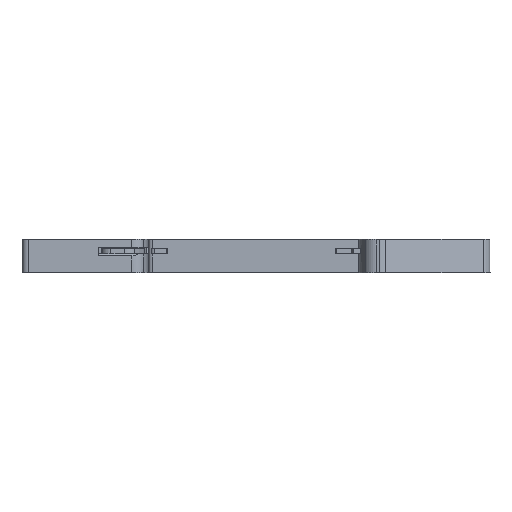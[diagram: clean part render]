
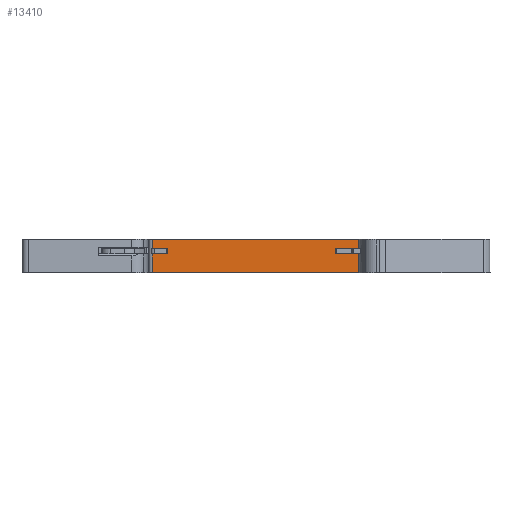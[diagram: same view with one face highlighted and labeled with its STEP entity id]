
A CAD part, front view. The second image highlights one B-rep face of the part: STEP entity #13410.
In plain terms, the highlighted planar face has unit normal (0, -1, 0).
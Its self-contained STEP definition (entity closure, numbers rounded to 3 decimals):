
#12405=CARTESIAN_POINT('',(20.147,-29.4,5.15));
#12406=VERTEX_POINT('',#12405);
#12414=CARTESIAN_POINT('',(53.28,-29.4,5.15));
#12415=VERTEX_POINT('',#12414);
#12416=CARTESIAN_POINT('',(20.147,-29.4,5.15));
#12417=DIRECTION('',(1.,0.,0.));
#12418=VECTOR('',#12417,33.133);
#12419=LINE('',#12416,#12418);
#12420=EDGE_CURVE('',#12406,#12415,#12419,.T.);
#13282=CARTESIAN_POINT('',(36.714,-29.4,2.565));
#13283=DIRECTION('',(0.,0.,-1.));
#13284=DIRECTION('',(0.,-1.,0.));
#13285=AXIS2_PLACEMENT_3D('',#13282,#13284,#13283);
#13286=PLANE('',#13285);
#13287=ORIENTED_EDGE('',*,*,#12420,.F.);
#13288=CARTESIAN_POINT('',(20.147,-29.4,3.7));
#13289=VERTEX_POINT('',#13288);
#13290=CARTESIAN_POINT('',(20.147,-29.4,5.15));
#13291=DIRECTION('',(0.,0.,-1.));
#13292=VECTOR('',#13291,1.45);
#13293=LINE('',#13290,#13292);
#13294=EDGE_CURVE('',#12406,#13289,#13293,.T.);
#13295=ORIENTED_EDGE('E1180',*,*,#13294,.T.);
#13296=CARTESIAN_POINT('',(22.557,-29.4,3.7));
#13297=VERTEX_POINT('',#13296);
#13298=CARTESIAN_POINT('',(20.147,-29.4,3.7));
#13299=DIRECTION('',(1.,0.,0.));
#13300=VECTOR('',#13299,2.409);
#13301=LINE('',#13298,#13300);
#13302=EDGE_CURVE('',#13289,#13297,#13301,.T.);
#13303=ORIENTED_EDGE('E1181',*,*,#13302,.T.);
#13304=CARTESIAN_POINT('',(22.557,-29.4,2.9));
#13305=VERTEX_POINT('',#13304);
#13306=CARTESIAN_POINT('',(22.557,-29.4,3.7));
#13307=DIRECTION('',(0.,0.,-1.));
#13308=VECTOR('',#13307,0.8);
#13309=LINE('',#13306,#13308);
#13310=EDGE_CURVE('',#13297,#13305,#13309,.T.);
#13311=ORIENTED_EDGE('E1182',*,*,#13310,.T.);
#13312=CARTESIAN_POINT('',(20.147,-29.4,2.9));
#13313=VERTEX_POINT('',#13312);
#13314=CARTESIAN_POINT('',(22.557,-29.4,2.9));
#13315=DIRECTION('',(-1.,0.,0.));
#13316=VECTOR('',#13315,2.409);
#13317=LINE('',#13314,#13316);
#13318=EDGE_CURVE('',#13305,#13313,#13317,.T.);
#13319=ORIENTED_EDGE('E1183',*,*,#13318,.T.);
#13320=CARTESIAN_POINT('',(20.147,-29.4,0.005));
#13321=VERTEX_POINT('',#13320);
#13322=CARTESIAN_POINT('',(20.147,-29.4,2.9));
#13323=DIRECTION('',(0.,0.,-1.));
#13324=VECTOR('',#13323,2.89);
#13325=LINE('',#13322,#13324);
#13326=EDGE_CURVE('',#13313,#13321,#13325,.T.);
#13327=ORIENTED_EDGE('E1184',*,*,#13326,.T.);
#13328=CARTESIAN_POINT('',(53.28,-29.4,0.005));
#13329=VERTEX_POINT('',#13328);
#13330=CARTESIAN_POINT('',(20.147,-29.4,0.));
#13331=DIRECTION('',(1.,0.,0.));
#13332=VECTOR('',#13331,33.133);
#13333=LINE('',#13330,#13332);
#13334=EDGE_CURVE('',#13321,#13329,#13333,.T.);
#13335=ORIENTED_EDGE('E1673',*,*,#13334,.T.);
#13336=CARTESIAN_POINT('',(53.28,-29.4,2.9));
#13337=VERTEX_POINT('',#13336);
#13338=CARTESIAN_POINT('',(53.28,-29.4,0.01));
#13339=DIRECTION('',(0.,0.,1.));
#13340=VECTOR('',#13339,2.89);
#13341=LINE('',#13338,#13340);
#13342=EDGE_CURVE('',#13329,#13337,#13341,.T.);
#13343=ORIENTED_EDGE('E1186',*,*,#13342,.T.);
#13344=CARTESIAN_POINT('',(53.107,-29.4,2.9));
#13345=VERTEX_POINT('',#13344);
#13346=CARTESIAN_POINT('',(53.28,-29.4,2.9));
#13347=DIRECTION('',(-1.,0.,0.));
#13348=VECTOR('',#13347,0.173);
#13349=LINE('',#13346,#13348);
#13350=EDGE_CURVE('',#13337,#13345,#13349,.T.);
#13351=ORIENTED_EDGE('E1187',*,*,#13350,.T.);
#13352=CARTESIAN_POINT('',(53.107,-29.4,3.7));
#13353=VERTEX_POINT('',#13352);
#13354=CARTESIAN_POINT('',(53.107,-29.4,2.9));
#13355=DIRECTION('',(0.,0.,1.));
#13356=VECTOR('',#13355,0.8);
#13357=LINE('',#13354,#13356);
#13358=EDGE_CURVE('',#13345,#13353,#13357,.T.);
#13359=ORIENTED_EDGE('E1188',*,*,#13358,.T.);
#13360=CARTESIAN_POINT('',(53.28,-29.4,3.7));
#13361=VERTEX_POINT('',#13360);
#13362=CARTESIAN_POINT('',(53.107,-29.4,3.7));
#13363=DIRECTION('',(1.,0.,0.));
#13364=VECTOR('',#13363,0.173);
#13365=LINE('',#13362,#13364);
#13366=EDGE_CURVE('',#13353,#13361,#13365,.T.);
#13367=ORIENTED_EDGE('E1189',*,*,#13366,.T.);
#13368=CARTESIAN_POINT('',(53.28,-29.4,3.7));
#13369=DIRECTION('',(0.,0.,1.));
#13370=VECTOR('',#13369,1.45);
#13371=LINE('',#13368,#13370);
#13372=EDGE_CURVE('',#13361,#12415,#13371,.T.);
#13373=ORIENTED_EDGE('E1190',*,*,#13372,.T.);
#13374=EDGE_LOOP('',(#13287,#13295,#13303,#13311,#13319,#13327,#13335,#13343,#13351,#13359,#13367,#13373));
#13375=FACE_OUTER_BOUND('',#13374,.T.);
#13376=CARTESIAN_POINT('',(51.524,-29.4,3.7));
#13377=VERTEX_POINT('',#13376);
#13378=CARTESIAN_POINT('',(51.524,-29.4,2.9));
#13379=VERTEX_POINT('',#13378);
#13380=CARTESIAN_POINT('',(51.524,-29.4,3.7));
#13381=DIRECTION('',(0.,0.,-1.));
#13382=VECTOR('',#13381,0.8);
#13383=LINE('',#13380,#13382);
#13384=EDGE_CURVE('',#13377,#13379,#13383,.T.);
#13385=ORIENTED_EDGE('E1191',*,*,#13384,.T.);
#13386=CARTESIAN_POINT('',(48.536,-29.4,2.9));
#13387=VERTEX_POINT('',#13386);
#13388=CARTESIAN_POINT('',(51.524,-29.4,2.9));
#13389=DIRECTION('',(-1.,0.,0.));
#13390=VECTOR('',#13389,2.988);
#13391=LINE('',#13388,#13390);
#13392=EDGE_CURVE('',#13379,#13387,#13391,.T.);
#13393=ORIENTED_EDGE('E1192',*,*,#13392,.T.);
#13394=CARTESIAN_POINT('',(48.536,-29.4,3.7));
#13395=VERTEX_POINT('',#13394);
#13396=CARTESIAN_POINT('',(48.536,-29.4,2.9));
#13397=DIRECTION('',(0.,0.,1.));
#13398=VECTOR('',#13397,0.8);
#13399=LINE('',#13396,#13398);
#13400=EDGE_CURVE('',#13387,#13395,#13399,.T.);
#13401=ORIENTED_EDGE('E1193',*,*,#13400,.T.);
#13402=CARTESIAN_POINT('',(48.536,-29.4,3.7));
#13403=DIRECTION('',(1.,0.,0.));
#13404=VECTOR('',#13403,2.988);
#13405=LINE('',#13402,#13404);
#13406=EDGE_CURVE('',#13395,#13377,#13405,.T.);
#13407=ORIENTED_EDGE('E1194',*,*,#13406,.T.);
#13408=EDGE_LOOP('',(#13385,#13393,#13401,#13407));
#13409=FACE_BOUND('',#13408,.T.);
#13410=ADVANCED_FACE('F392',(#13375,#13409),#13286,.T.);
